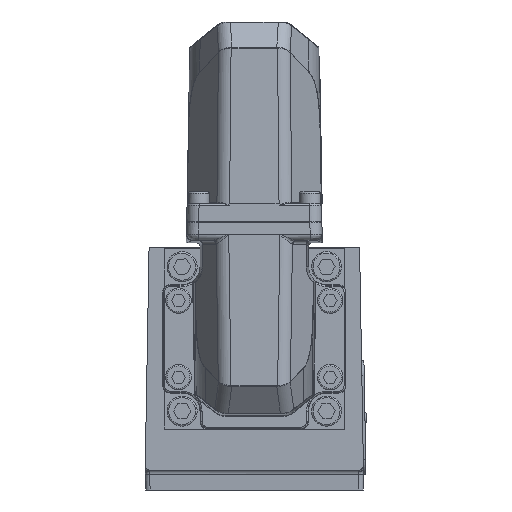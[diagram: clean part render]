
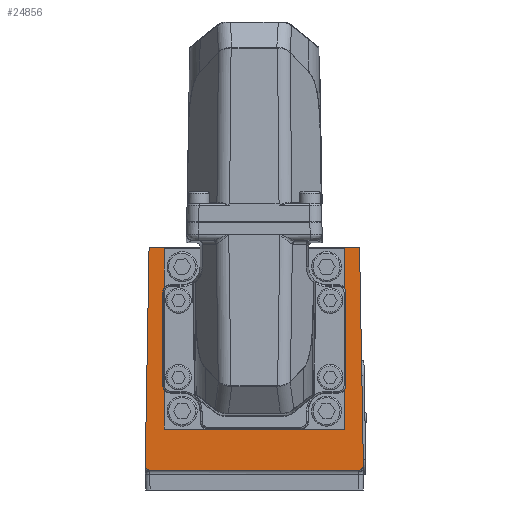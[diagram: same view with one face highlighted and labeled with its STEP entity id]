
A CAD part, left-side view. The second image highlights one B-rep face of the part: STEP entity #24856.
In plain terms, the highlighted planar face has unit normal (-1, 0, 0).
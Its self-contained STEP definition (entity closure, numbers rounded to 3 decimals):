
#18581=B_SPLINE_CURVE_WITH_KNOTS('',3,(#118172,#118173,#118174,#118175,
#118176,#118177,#118178,#118179,#118180,#118181,#118182,#118183,#118184,
#118185,#118186,#118187),.UNSPECIFIED.,.F.,.F.,(4,3,3,3,3,4),(0.,0.179,
0.356,0.552,0.78,1.),.UNSPECIFIED.);
#18584=B_SPLINE_CURVE_WITH_KNOTS('',3,(#118227,#118228,#118229,#118230,
#118231,#118232,#118233,#118234,#118235,#118236,#118237,#118238,#118239,
#118240,#118241,#118242),.UNSPECIFIED.,.F.,.F.,(4,3,3,3,3,4),(0.,0.236,
0.471,0.713,0.893,1.),.UNSPECIFIED.);
#19759=FACE_BOUND('',#31992,.T.);
#19760=FACE_BOUND('',#31993,.T.);
#19761=FACE_BOUND('',#31994,.T.);
#19762=FACE_BOUND('',#31995,.T.);
#19763=FACE_BOUND('',#31996,.T.);
#21747=PLANE('',#75229);
#24856=ADVANCED_FACE('',(#19759,#19760,#19761,#19762,#19763),#21747,.T.);
#31992=EDGE_LOOP('',(#54806));
#31993=EDGE_LOOP('',(#54807));
#31994=EDGE_LOOP('',(#54808));
#31995=EDGE_LOOP('',(#54809));
#31996=EDGE_LOOP('',(#54810,#54811,#54812,#54813,#54814,#54815));
#35799=LINE('',#117916,#40034);
#35820=LINE('',#117979,#40055);
#35826=LINE('',#118003,#40061);
#35837=LINE('',#118159,#40072);
#40034=VECTOR('',#84884,1.);
#40055=VECTOR('',#84927,1.);
#40061=VECTOR('',#84947,1.);
#40072=VECTOR('',#84990,1.);
#54806=ORIENTED_EDGE('',*,*,#65162,.T.);
#54807=ORIENTED_EDGE('',*,*,#65163,.T.);
#54808=ORIENTED_EDGE('',*,*,#65184,.T.);
#54809=ORIENTED_EDGE('',*,*,#65225,.T.);
#54810=ORIENTED_EDGE('',*,*,#69903,.F.);
#54811=ORIENTED_EDGE('',*,*,#69897,.T.);
#54812=ORIENTED_EDGE('',*,*,#69906,.F.);
#54813=ORIENTED_EDGE('',*,*,#69854,.T.);
#54814=ORIENTED_EDGE('',*,*,#69866,.F.);
#54815=ORIENTED_EDGE('',*,*,#69823,.T.);
#58900=VERTEX_POINT('',#95637);
#58901=VERTEX_POINT('',#95640);
#58916=VERTEX_POINT('',#95687);
#58945=VERTEX_POINT('',#95778);
#62022=VERTEX_POINT('',#117915);
#62023=VERTEX_POINT('',#117917);
#62053=VERTEX_POINT('',#117978);
#62054=VERTEX_POINT('',#117980);
#62086=VERTEX_POINT('',#118160);
#62087=VERTEX_POINT('',#118161);
#65162=EDGE_CURVE('',#58900,#58900,#71965,.T.);
#65163=EDGE_CURVE('',#58901,#58901,#71966,.T.);
#65184=EDGE_CURVE('',#58916,#58916,#71969,.T.);
#65225=EDGE_CURVE('',#58945,#58945,#71974,.T.);
#69823=EDGE_CURVE('',#62023,#62022,#35799,.T.);
#69854=EDGE_CURVE('',#62054,#62053,#35820,.T.);
#69866=EDGE_CURVE('',#62023,#62053,#35826,.T.);
#69897=EDGE_CURVE('',#62086,#62087,#35837,.T.);
#69903=EDGE_CURVE('',#62086,#62022,#18581,.T.);
#69906=EDGE_CURVE('',#62054,#62087,#18584,.T.);
#71965=CIRCLE('',#73608,3.);
#71966=CIRCLE('',#73610,3.);
#71969=CIRCLE('',#73624,3.);
#71974=CIRCLE('',#73650,3.);
#73608=AXIS2_PLACEMENT_3D('',#95636,#79731,#79732);
#73610=AXIS2_PLACEMENT_3D('',#95639,#79735,#79736);
#73624=AXIS2_PLACEMENT_3D('',#95686,#79781,#79782);
#73650=AXIS2_PLACEMENT_3D('',#95777,#79869,#79870);
#75229=AXIS2_PLACEMENT_3D('',#119543,#85408,#85409);
#79731=DIRECTION('',(1.,0.,0.));
#79732=DIRECTION('',(0.,0.,1.));
#79735=DIRECTION('',(1.,0.,0.));
#79736=DIRECTION('',(0.,0.,1.));
#79781=DIRECTION('',(1.,0.,0.));
#79782=DIRECTION('',(0.,0.,1.));
#79869=DIRECTION('',(1.,0.,0.));
#79870=DIRECTION('',(0.,0.,1.));
#84884=DIRECTION('',(0.,0.017,-1.));
#84927=DIRECTION('',(0.,0.017,1.));
#84947=DIRECTION('',(0.,-1.,0.));
#84990=DIRECTION('',(0.,-1.,0.));
#85408=DIRECTION('',(-1.,0.,0.));
#85409=DIRECTION('',(0.,0.,1.));
#95636=CARTESIAN_POINT('',(3.,24.042,24.042));
#95637=CARTESIAN_POINT('',(3.,24.042,27.042));
#95639=CARTESIAN_POINT('',(3.,-24.042,-24.042));
#95640=CARTESIAN_POINT('',(3.,-24.042,-21.042));
#95686=CARTESIAN_POINT('',(3.,24.042,-24.042));
#95687=CARTESIAN_POINT('',(3.,24.042,-21.042));
#95777=CARTESIAN_POINT('',(3.,-24.042,24.042));
#95778=CARTESIAN_POINT('',(3.,-24.042,27.042));
#117915=CARTESIAN_POINT('',(3.,36.303,-41.976));
#117916=CARTESIAN_POINT('',(3.,36.327,-43.3));
#117917=CARTESIAN_POINT('',(3.,35.042,30.3));
#117978=CARTESIAN_POINT('',(3.,-35.042,30.3));
#117979=CARTESIAN_POINT('',(3.,-35.,32.7));
#117980=CARTESIAN_POINT('',(3.,-36.303,-41.976));
#118003=CARTESIAN_POINT('',(3.,0.,30.3));
#118159=CARTESIAN_POINT('',(3.,-38.673,-43.679));
#118160=CARTESIAN_POINT('',(3.,34.812,-43.679));
#118161=CARTESIAN_POINT('',(3.,-34.812,-43.679));
#118172=CARTESIAN_POINT('',(3.,34.812,-43.679));
#118173=CARTESIAN_POINT('',(3.,34.96,-43.679));
#118174=CARTESIAN_POINT('',(3.,35.111,-43.651));
#118175=CARTESIAN_POINT('',(3.,35.25,-43.599));
#118176=CARTESIAN_POINT('',(3.,35.388,-43.548));
#118177=CARTESIAN_POINT('',(3.,35.519,-43.472));
#118178=CARTESIAN_POINT('',(3.,35.636,-43.381));
#118179=CARTESIAN_POINT('',(3.,35.764,-43.281));
#118180=CARTESIAN_POINT('',(3.,35.878,-43.161));
#118181=CARTESIAN_POINT('',(3.,35.973,-43.028));
#118182=CARTESIAN_POINT('',(3.,36.083,-42.874));
#118183=CARTESIAN_POINT('',(3.,36.169,-42.7));
#118184=CARTESIAN_POINT('',(3.,36.225,-42.519));
#118185=CARTESIAN_POINT('',(3.,36.279,-42.344));
#118186=CARTESIAN_POINT('',(3.,36.307,-42.159));
#118187=CARTESIAN_POINT('',(3.,36.303,-41.976));
#118227=CARTESIAN_POINT('',(3.,-36.303,-41.976));
#118228=CARTESIAN_POINT('',(3.,-36.307,-42.171));
#118229=CARTESIAN_POINT('',(3.,-36.276,-42.37));
#118230=CARTESIAN_POINT('',(3.,-36.214,-42.556));
#118231=CARTESIAN_POINT('',(3.,-36.152,-42.741));
#118232=CARTESIAN_POINT('',(3.,-36.058,-42.919));
#118233=CARTESIAN_POINT('',(3.,-35.939,-43.074));
#118234=CARTESIAN_POINT('',(3.,-35.818,-43.233));
#118235=CARTESIAN_POINT('',(3.,-35.667,-43.373));
#118236=CARTESIAN_POINT('',(3.,-35.496,-43.478));
#118237=CARTESIAN_POINT('',(3.,-35.369,-43.557));
#118238=CARTESIAN_POINT('',(3.,-35.227,-43.617));
#118239=CARTESIAN_POINT('',(3.,-35.08,-43.65));
#118240=CARTESIAN_POINT('',(3.,-34.992,-43.669));
#118241=CARTESIAN_POINT('',(3.,-34.902,-43.679));
#118242=CARTESIAN_POINT('',(3.,-34.812,-43.679));
#119543=CARTESIAN_POINT('',(3.,0.,0.));
